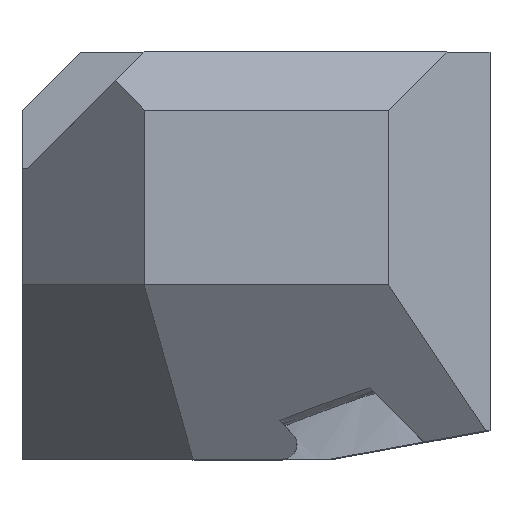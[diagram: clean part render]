
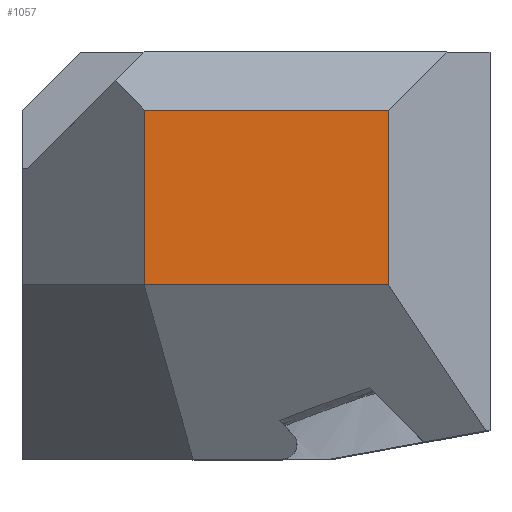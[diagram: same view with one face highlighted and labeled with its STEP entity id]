
A CAD part, top view. The second image highlights one B-rep face of the part: STEP entity #1057.
In plain terms, the highlighted planar face has unit normal (0, 0, 1).
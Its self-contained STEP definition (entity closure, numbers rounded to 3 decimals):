
#72=FACE_OUTER_BOUND('',#127,.T.);
#127=EDGE_LOOP('',(#700,#701,#702,#703));
#184=LINE('',#1494,#304);
#185=LINE('',#1497,#305);
#190=LINE('',#1507,#310);
#191=LINE('',#1508,#311);
#304=VECTOR('',#1211,10.);
#305=VECTOR('',#1214,10.);
#310=VECTOR('',#1221,10.);
#311=VECTOR('',#1222,10.);
#420=VERTEX_POINT('',#1485);
#424=VERTEX_POINT('',#1492);
#425=VERTEX_POINT('',#1496);
#429=VERTEX_POINT('',#1506);
#531=EDGE_CURVE('',#424,#420,#184,.T.);
#532=EDGE_CURVE('',#420,#425,#185,.T.);
#537=EDGE_CURVE('',#424,#429,#190,.T.);
#538=EDGE_CURVE('',#425,#429,#191,.T.);
#700=ORIENTED_EDGE('',*,*,#531,.F.);
#701=ORIENTED_EDGE('',*,*,#537,.T.);
#702=ORIENTED_EDGE('',*,*,#538,.F.);
#703=ORIENTED_EDGE('',*,*,#532,.F.);
#1015=PLANE('',#1126);
#1057=ADVANCED_FACE('',(#72),#1015,.T.);
#1126=AXIS2_PLACEMENT_3D('',#1505,#1219,#1220);
#1211=DIRECTION('',(1.,0.,0.));
#1214=DIRECTION('',(0.,-1.,0.));
#1219=DIRECTION('center_axis',(0.,0.,1.));
#1220=DIRECTION('ref_axis',(1.,0.,0.));
#1221=DIRECTION('',(0.,-1.,0.));
#1222=DIRECTION('',(-1.,0.,0.));
#1485=CARTESIAN_POINT('',(8.6,2.,13.3));
#1492=CARTESIAN_POINT('',(0.197,2.,13.3));
#1494=CARTESIAN_POINT('',(1.999,2.,13.3));
#1496=CARTESIAN_POINT('',(8.6,-4.,13.3));
#1497=CARTESIAN_POINT('',(8.6,0.,13.3));
#1505=CARTESIAN_POINT('Origin',(0.197,0.,13.3));
#1506=CARTESIAN_POINT('',(0.197,-4.,13.3));
#1507=CARTESIAN_POINT('',(0.197,0.,13.3));
#1508=CARTESIAN_POINT('',(2.124,-4.,13.3));
